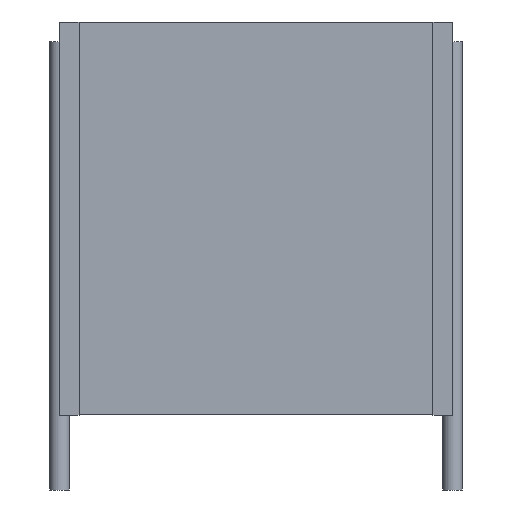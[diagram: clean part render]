
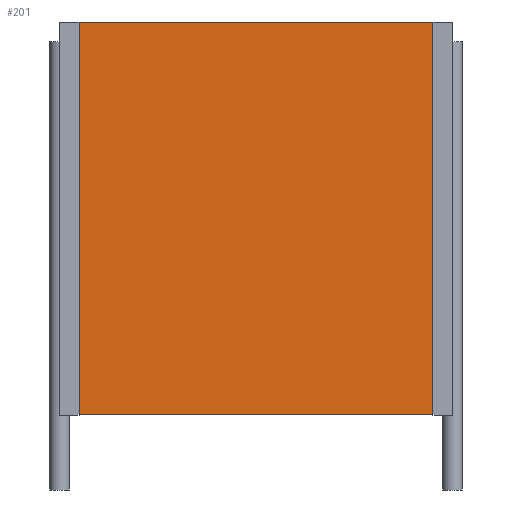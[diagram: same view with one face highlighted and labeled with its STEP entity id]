
A CAD part, front view. The second image highlights one B-rep face of the part: STEP entity #201.
In plain terms, the highlighted planar face has unit normal (0, -1, 0).
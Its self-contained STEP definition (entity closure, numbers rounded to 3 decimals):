
#13=DIRECTION('',(0.,0.,1.));
#27=DIRECTION('',(1.,0.,0.));
#60=VECTOR('',#13,1.);
#81=DIRECTION('',(0.,1.,0.));
#87=VECTOR('',#27,1.);
#162=ORIENTED_EDGE('',*,*,#163,.T.);
#163=EDGE_CURVE('',#164,#166,#168,.T.);
#164=VERTEX_POINT('',#165);
#165=CARTESIAN_POINT('',(0.5,-2.48,0.02));
#166=VERTEX_POINT('',#167);
#167=CARTESIAN_POINT('',(0.5,-2.48,9.98));
#168=LINE('',#165,#60);
#201=ADVANCED_FACE('',(#202),#217,.F.);
#202=FACE_BOUND('',#203,.F.);
#203=EDGE_LOOP('',(#204,#162,#209,#214));
#204=ORIENTED_EDGE('',*,*,#205,.F.);
#205=EDGE_CURVE('',#164,#206,#208,.T.);
#206=VERTEX_POINT('',#207);
#207=CARTESIAN_POINT('',(9.5,-2.48,0.02));
#208=LINE('',#165,#87);
#209=ORIENTED_EDGE('',*,*,#210,.T.);
#210=EDGE_CURVE('',#166,#211,#213,.T.);
#211=VERTEX_POINT('',#212);
#212=CARTESIAN_POINT('',(9.5,-2.48,9.98));
#213=LINE('',#167,#87);
#214=ORIENTED_EDGE('',*,*,#215,.F.);
#215=EDGE_CURVE('',#206,#211,#216,.T.);
#216=LINE('',#207,#60);
#217=PLANE('',#218);
#218=AXIS2_PLACEMENT_3D('',#165,#81,#13);
